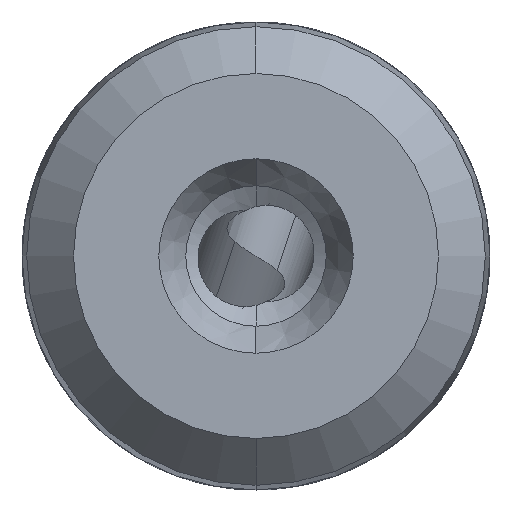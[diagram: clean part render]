
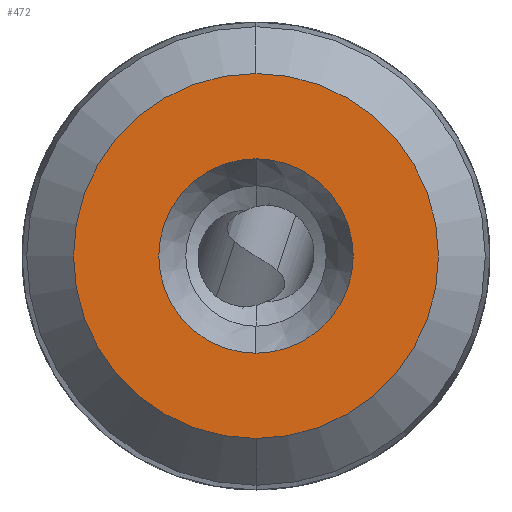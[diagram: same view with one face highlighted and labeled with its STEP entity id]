
A CAD part, left-side view. The second image highlights one B-rep face of the part: STEP entity #472.
In plain terms, the highlighted planar face has unit normal (-1, 0, 0).
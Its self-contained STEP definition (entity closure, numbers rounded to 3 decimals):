
#32 = EDGE_LOOP ( 'NONE', ( #844, #845 ) ) ;
#37 = EDGE_LOOP ( 'NONE', ( #846, #847 ) ) ;
#170 = VERTEX_POINT ( 'NONE', #996 ) ;
#173 = VERTEX_POINT ( 'NONE', #999 ) ;
#174 = VERTEX_POINT ( 'NONE', #1000 ) ;
#175 = VERTEX_POINT ( 'NONE', #1001 ) ;
#362 = EDGE_CURVE ( 'NONE', #173, #170, #1224, .T. ) ;
#367 = EDGE_CURVE ( 'NONE', #174, #175, #1329, .T. ) ;
#462 = EDGE_CURVE ( 'NONE', #175, #174, #1316, .T. ) ;
#463 = EDGE_CURVE ( 'NONE', #170, #173, #1276, .T. ) ;
#472 = ADVANCED_FACE ( 'NONE', ( #1823, #1825 ), #1826, .T. ) ;
#844 = ORIENTED_EDGE ( 'NONE', *, *, #362, .T. ) ;
#845 = ORIENTED_EDGE ( 'NONE', *, *, #463, .T. ) ;
#846 = ORIENTED_EDGE ( 'NONE', *, *, #367, .F. ) ;
#847 = ORIENTED_EDGE ( 'NONE', *, *, #462, .F. ) ;
#996 = CARTESIAN_POINT ( 'NONE',  ( -54.5, 0., -2.077 ) ) ;
#999 = CARTESIAN_POINT ( 'NONE',  ( -54.5, 0., 2.077 ) ) ;
#1000 = CARTESIAN_POINT ( 'NONE',  ( -54.5, 0., -3.9 ) ) ;
#1001 = CARTESIAN_POINT ( 'NONE',  ( -54.5, 0., 3.9 ) ) ;
#1150 = CARTESIAN_POINT ( 'NONE',  ( -54.5, 0., 0. ) ) ;
#1151 = DIRECTION ( 'NONE',  ( 1., 0., 0. ) ) ;
#1152 = DIRECTION ( 'NONE',  ( 0., 0., -1. ) ) ;
#1155 = CARTESIAN_POINT ( 'NONE',  ( -54.5, 0., 0. ) ) ;
#1156 = DIRECTION ( 'NONE',  ( 1., 0., 0. ) ) ;
#1157 = DIRECTION ( 'NONE',  ( 0., 0., -1. ) ) ;
#1224 = CIRCLE ( 'NONE', #1299, 2.077 ) ;
#1276 = CIRCLE ( 'NONE', #1310, 2.077 ) ;
#1282 = AXIS2_PLACEMENT_3D ( 'NONE', #1453, #1454, #1455 ) ;
#1299 = AXIS2_PLACEMENT_3D ( 'NONE', #1436, #1437, #1438 ) ;
#1309 = AXIS2_PLACEMENT_3D ( 'NONE', #1150, #1151, #1152 ) ;
#1310 = AXIS2_PLACEMENT_3D ( 'NONE', #1155, #1156, #1157 ) ;
#1316 = CIRCLE ( 'NONE', #1309, 3.9 ) ;
#1329 = CIRCLE ( 'NONE', #1282, 3.9 ) ;
#1332 = AXIS2_PLACEMENT_3D ( 'NONE', #1822, #1821, #1828 ) ;
#1436 = CARTESIAN_POINT ( 'NONE',  ( -54.5, 0., 0. ) ) ;
#1437 = DIRECTION ( 'NONE',  ( 1., 0., 0. ) ) ;
#1438 = DIRECTION ( 'NONE',  ( 0., 0., -1. ) ) ;
#1453 = CARTESIAN_POINT ( 'NONE',  ( -54.5, 0., 0. ) ) ;
#1454 = DIRECTION ( 'NONE',  ( 1., 0., 0. ) ) ;
#1455 = DIRECTION ( 'NONE',  ( 0., 0., -1. ) ) ;
#1821 = DIRECTION ( 'NONE',  ( -1., 0., 0. ) ) ;
#1822 = CARTESIAN_POINT ( 'NONE',  ( -54.5, 3.9, 0. ) ) ;
#1823 = FACE_BOUND ( 'NONE', #32, .T. ) ;
#1825 = FACE_OUTER_BOUND ( 'NONE', #37, .T. ) ;
#1826 = PLANE ( 'NONE',  #1332 ) ;
#1828 = DIRECTION ( 'NONE',  ( 0., 0., 1. ) ) ;
